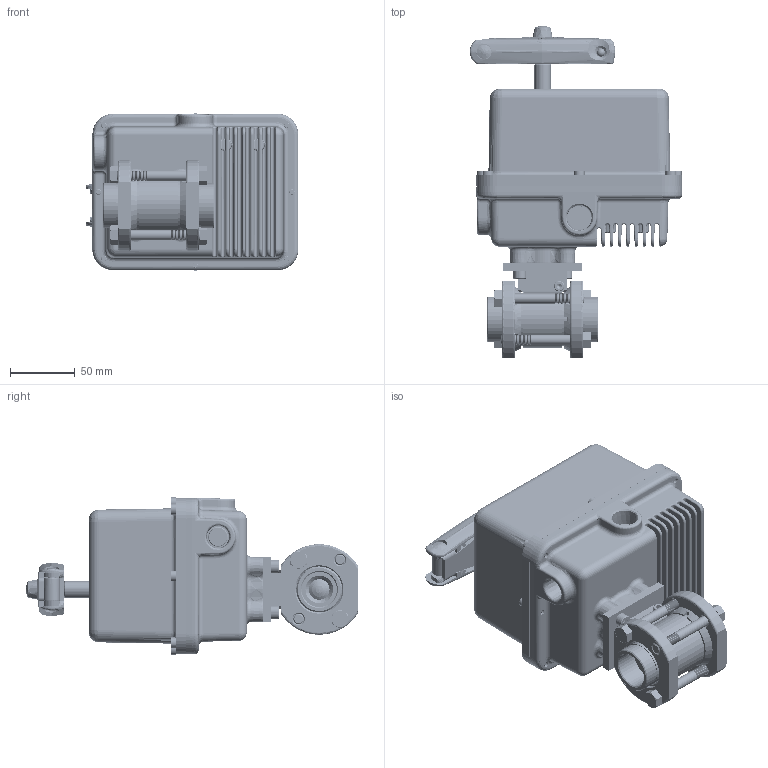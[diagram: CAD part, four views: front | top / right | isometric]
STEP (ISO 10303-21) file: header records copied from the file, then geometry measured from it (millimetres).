
FILE_DESCRIPTION (( 'STEP AP203' ), '1' );
FILE_NAME ('26XXSWS600.step', '2018-03-26T16:33:59', ( '' ), ( '' ), 'SwSTEP 2.0', 'SolidWorks 2017', '' );
FILE_SCHEMA (( 'CONFIG_CONTROL_DESIGN' ));
Length unit declared in the file: inch
Products named in the file (1): 26XXSWS600
Bounding box: 163.85 x 255.99 x 121.31 mm (x, y, z)
Volume: 728637 mm3; surface area: 322496.4 mm2
Topology: 35 solids, 35 shells, 3801 faces, 9291 edges, 5583 vertices
Faces by surface type: cone 1361, cylinder 923, plane 862, bspline 444, torus 161, sphere 50
Entity records: 137750 total; most frequent: CARTESIAN_POINT 50988, ORIENTED_EDGE 18424, DIRECTION 18231, EDGE_CURVE 9212, AXIS2_PLACEMENT_3D 7181, VERTEX_POINT 5574, EDGE_LOOP 4010, LINE 3869
